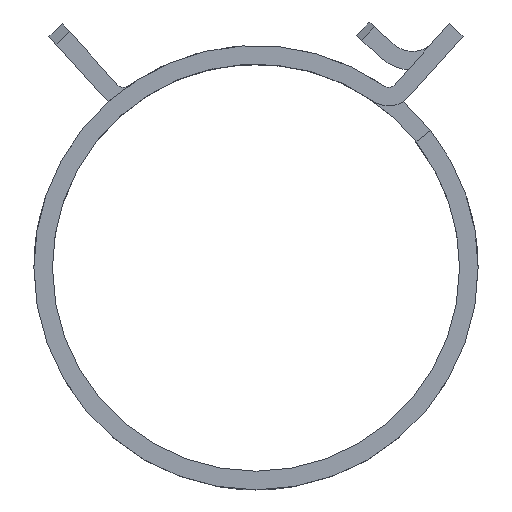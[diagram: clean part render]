
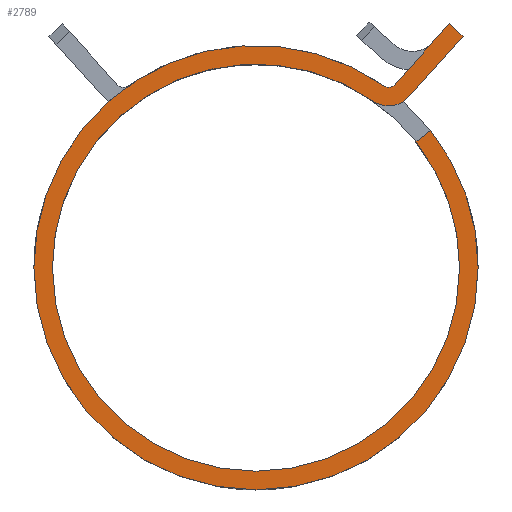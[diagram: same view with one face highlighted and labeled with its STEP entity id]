
A CAD part, top view. The second image highlights one B-rep face of the part: STEP entity #2789.
In plain terms, the highlighted planar face has unit normal (0, 0, 1).
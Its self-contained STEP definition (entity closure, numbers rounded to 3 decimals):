
#121 = DIRECTION ( 'NONE',  ( 0., 0., 1. ) ) ;
#282 = ORIENTED_EDGE ( 'NONE', *, *, #5460, .F. ) ;
#339 = ORIENTED_EDGE ( 'NONE', *, *, #3856, .T. ) ;
#489 = DIRECTION ( 'NONE',  ( -1., 0., 0. ) ) ;
#518 = VERTEX_POINT ( 'NONE', #1003 ) ;
#522 = CARTESIAN_POINT ( 'NONE',  ( 0., 0., 6. ) ) ;
#532 = DIRECTION ( 'NONE',  ( 0., 0., -1. ) ) ;
#627 = CARTESIAN_POINT ( 'NONE',  ( 21.835, 27.562, 6. ) ) ;
#635 = ORIENTED_EDGE ( 'NONE', *, *, #5920, .F. ) ;
#638 = CIRCLE ( 'NONE', #3422, 1. ) ;
#680 = VERTEX_POINT ( 'NONE', #4706 ) ;
#698 = DIRECTION ( 'NONE',  ( 0., 0., 1. ) ) ;
#704 = CARTESIAN_POINT ( 'NONE',  ( 19.728, 15.518, 6. ) ) ;
#708 = EDGE_CURVE ( 'NONE', #3100, #5284, #3775, .T. ) ;
#713 = DIRECTION ( 'NONE',  ( 0., 0., 1. ) ) ;
#760 = DIRECTION ( 'NONE',  ( -0.667, -0.745, 0. ) ) ;
#834 = CIRCLE ( 'NONE', #2231, 25.1 ) ;
#872 = CARTESIAN_POINT ( 'NONE',  ( 0., 0., 6. ) ) ;
#896 = ORIENTED_EDGE ( 'NONE', *, *, #3410, .F. ) ;
#965 = VECTOR ( 'NONE', #5207, 1000. ) ;
#970 = ORIENTED_EDGE ( 'NONE', *, *, #708, .F. ) ;
#987 = CARTESIAN_POINT ( 'NONE',  ( -23., 0., 6. ) ) ;
#1003 = CARTESIAN_POINT ( 'NONE',  ( 14.393, 20.563, 6. ) ) ;
#1140 = DIRECTION ( 'NONE',  ( 1., 0., 0. ) ) ;
#1254 = VERTEX_POINT ( 'NONE', #3543 ) ;
#1487 = DIRECTION ( 'NONE',  ( 0., 0., 1. ) ) ;
#1515 = DIRECTION ( 'NONE',  ( 1., 0., 0. ) ) ;
#1664 = CARTESIAN_POINT ( 'NONE',  ( 21.835, 27.562, 6. ) ) ;
#1700 = LINE ( 'NONE', #3130, #2741 ) ;
#1832 = EDGE_CURVE ( 'NONE', #518, #4494, #834, .T. ) ;
#1901 = CARTESIAN_POINT ( 'NONE',  ( 0., 0., 6. ) ) ;
#2108 = EDGE_CURVE ( 'NONE', #4587, #4229, #2899, .T. ) ;
#2127 = ORIENTED_EDGE ( 'NONE', *, *, #4140, .F. ) ;
#2136 = CIRCLE ( 'NONE', #3816, 3.1 ) ;
#2139 = CARTESIAN_POINT ( 'NONE',  ( 21.835, 27.562, 6. ) ) ;
#2146 = AXIS2_PLACEMENT_3D ( 'NONE', #3447, #698, #1140 ) ;
#2200 = CIRCLE ( 'NONE', #2884, 23. ) ;
#2231 = AXIS2_PLACEMENT_3D ( 'NONE', #5317, #4445, #2949 ) ;
#2407 = CARTESIAN_POINT ( 'NONE',  ( 14.966, 21.383, 6. ) ) ;
#2415 = CARTESIAN_POINT ( 'NONE',  ( 17.277, 19.316, 6. ) ) ;
#2435 = DIRECTION ( 'NONE',  ( 1., 0., 0. ) ) ;
#2478 = EDGE_CURVE ( 'NONE', #680, #2773, #2529, .T. ) ;
#2510 = DIRECTION ( 'NONE',  ( 0., 0., -1. ) ) ;
#2529 = CIRCLE ( 'NONE', #5305, 23. ) ;
#2657 = CARTESIAN_POINT ( 'NONE',  ( 23., 0., 6. ) ) ;
#2713 = ORIENTED_EDGE ( 'NONE', *, *, #2478, .F. ) ;
#2733 = CIRCLE ( 'NONE', #6113, 25.1 ) ;
#2741 = VECTOR ( 'NONE', #760, 1000. ) ;
#2770 = EDGE_CURVE ( 'NONE', #4494, #4368, #2733, .T. ) ;
#2773 = VERTEX_POINT ( 'NONE', #987 ) ;
#2780 = DIRECTION ( 'NONE',  ( 0., 0., 1. ) ) ;
#2789 = ADVANCED_FACE ( 'NONE', ( #3862 ), #2887, .T. ) ;
#2840 = CARTESIAN_POINT ( 'NONE',  ( 0., 0., 6. ) ) ;
#2852 = ORIENTED_EDGE ( 'NONE', *, *, #2770, .T. ) ;
#2884 = AXIS2_PLACEMENT_3D ( 'NONE', #872, #2780, #3337 ) ;
#2887 = PLANE ( 'NONE',  #5911 ) ;
#2899 = LINE ( 'NONE', #627, #3222 ) ;
#2949 = DIRECTION ( 'NONE',  ( 1., 0., 0. ) ) ;
#2986 = CIRCLE ( 'NONE', #3383, 25.1 ) ;
#3100 = VERTEX_POINT ( 'NONE', #4631 ) ;
#3116 = DIRECTION ( 'NONE',  ( 1., 0., 0. ) ) ;
#3130 = CARTESIAN_POINT ( 'NONE',  ( 23.4, 26.162, 6. ) ) ;
#3200 = ORIENTED_EDGE ( 'NONE', *, *, #1832, .T. ) ;
#3201 = ORIENTED_EDGE ( 'NONE', *, *, #2108, .T. ) ;
#3222 = VECTOR ( 'NONE', #5244, 1000. ) ;
#3337 = DIRECTION ( 'NONE',  ( 1., 0., 0. ) ) ;
#3383 = AXIS2_PLACEMENT_3D ( 'NONE', #4989, #713, #3116 ) ;
#3410 = EDGE_CURVE ( 'NONE', #1254, #3600, #1700, .T. ) ;
#3422 = AXIS2_PLACEMENT_3D ( 'NONE', #2407, #532, #4797 ) ;
#3447 = CARTESIAN_POINT ( 'NONE',  ( 0., 0., 6. ) ) ;
#3543 = CARTESIAN_POINT ( 'NONE',  ( 23.4, 26.162, 6. ) ) ;
#3559 = DIRECTION ( 'NONE',  ( 0.745, -0.667, 0. ) ) ;
#3600 = VERTEX_POINT ( 'NONE', #2415 ) ;
#3752 = CARTESIAN_POINT ( 'NONE',  ( 15.712, 20.716, 6. ) ) ;
#3759 = VERTEX_POINT ( 'NONE', #2657 ) ;
#3775 = LINE ( 'NONE', #4647, #965 ) ;
#3816 = AXIS2_PLACEMENT_3D ( 'NONE', #4407, #2510, #489 ) ;
#3856 = EDGE_CURVE ( 'NONE', #4229, #518, #638, .T. ) ;
#3862 = FACE_OUTER_BOUND ( 'NONE', #4528, .T. ) ;
#3892 = DIRECTION ( 'NONE',  ( 0., 0., 1. ) ) ;
#4092 = LINE ( 'NONE', #2139, #4412 ) ;
#4140 = EDGE_CURVE ( 'NONE', #3759, #3100, #4820, .T. ) ;
#4229 = VERTEX_POINT ( 'NONE', #3752 ) ;
#4368 = VERTEX_POINT ( 'NONE', #4435 ) ;
#4405 = CARTESIAN_POINT ( 'NONE',  ( -25.1, 0., 6. ) ) ;
#4407 = CARTESIAN_POINT ( 'NONE',  ( 14.966, 21.383, 6. ) ) ;
#4412 = VECTOR ( 'NONE', #3559, 1000. ) ;
#4435 = CARTESIAN_POINT ( 'NONE',  ( 25.1, 0., 6. ) ) ;
#4445 = DIRECTION ( 'NONE',  ( 0., 0., 1. ) ) ;
#4480 = ORIENTED_EDGE ( 'NONE', *, *, #5850, .T. ) ;
#4494 = VERTEX_POINT ( 'NONE', #4405 ) ;
#4519 = EDGE_CURVE ( 'NONE', #4587, #1254, #4092, .T. ) ;
#4528 = EDGE_LOOP ( 'NONE', ( #3200, #2852, #4480, #970, #2127, #635, #2713, #282, #896, #5371, #3201, #339 ) ) ;
#4587 = VERTEX_POINT ( 'NONE', #1664 ) ;
#4631 = CARTESIAN_POINT ( 'NONE',  ( 18.077, 14.22, 6. ) ) ;
#4647 = CARTESIAN_POINT ( 'NONE',  ( 18.077, 14.22, 6. ) ) ;
#4706 = CARTESIAN_POINT ( 'NONE',  ( 13.189, 18.843, 6. ) ) ;
#4797 = DIRECTION ( 'NONE',  ( 1., 0., 0. ) ) ;
#4820 = CIRCLE ( 'NONE', #2146, 23. ) ;
#4989 = CARTESIAN_POINT ( 'NONE',  ( 0., 0., 6. ) ) ;
#5195 = DIRECTION ( 'NONE',  ( 1., 0., 0. ) ) ;
#5207 = DIRECTION ( 'NONE',  ( 0.786, 0.618, 0. ) ) ;
#5244 = DIRECTION ( 'NONE',  ( -0.667, -0.745, 0. ) ) ;
#5284 = VERTEX_POINT ( 'NONE', #704 ) ;
#5305 = AXIS2_PLACEMENT_3D ( 'NONE', #2840, #121, #2435 ) ;
#5317 = CARTESIAN_POINT ( 'NONE',  ( 0., 0., 6. ) ) ;
#5371 = ORIENTED_EDGE ( 'NONE', *, *, #4519, .F. ) ;
#5460 = EDGE_CURVE ( 'NONE', #3600, #680, #2136, .T. ) ;
#5850 = EDGE_CURVE ( 'NONE', #4368, #5284, #2986, .T. ) ;
#5911 = AXIS2_PLACEMENT_3D ( 'NONE', #522, #1487, #1515 ) ;
#5920 = EDGE_CURVE ( 'NONE', #2773, #3759, #2200, .T. ) ;
#6113 = AXIS2_PLACEMENT_3D ( 'NONE', #1901, #3892, #5195 ) ;
